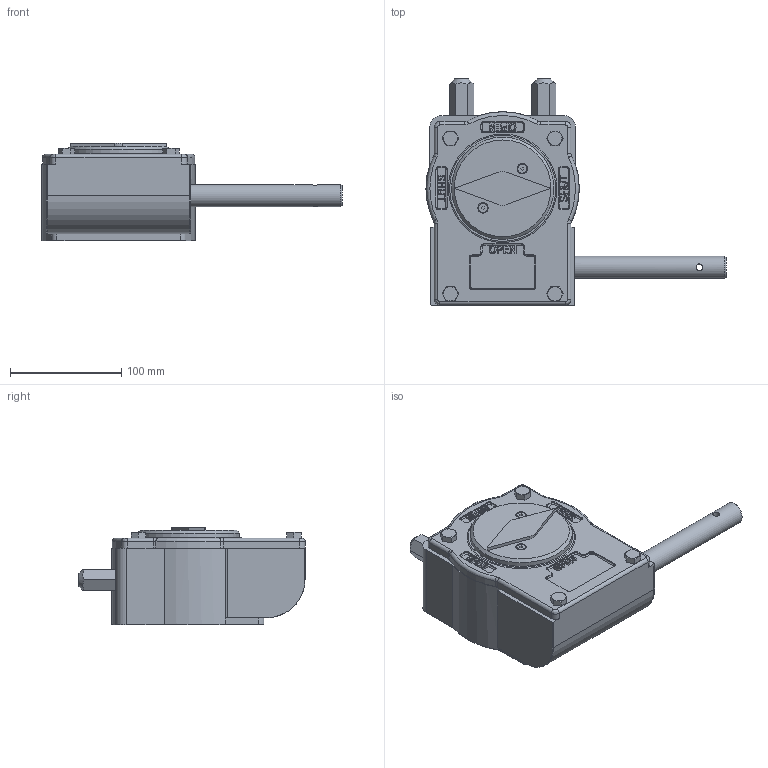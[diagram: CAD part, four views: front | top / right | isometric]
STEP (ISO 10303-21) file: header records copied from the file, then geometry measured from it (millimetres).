
FILE_DESCRIPTION( ( 'Unknown' ), '1' );
FILE_NAME( 'AB550W LH.stp', 'Unknown', ( 'Unknown' ), ( 'Unknown' ), 'PSStep 15.0.49', 'Unknown', ' ' );
FILE_SCHEMA( ( 'AUTOMOTIVE_DESIGN { 1 0 10303 214 1 1 1 1 }' ) );
Length unit declared in the file: millimetre
Products named in the file (1): 10BZ1000C0M00
Bounding box: 270 x 203.5 x 87.99 mm (x, y, z)
Volume: 1285551 mm3; surface area: 225992.4 mm2
Topology: 1 solids, 21 shells, 1104 faces, 2892 edges, 1849 vertices
Faces by surface type: plane 416, cylinder 282, cone 170, torus 154, bspline 38, extrusion 30, sphere 14
Full cylindrical faces by diameter (mm): 3.242 x4, 4 x2, 4.5 x2, 5.6 x3, 6 x1, 6.647 x8, 8 x6, 8.376 x4, 9 x4, 10.106 x4, 10.2 x2, 16 x1, 20 x1, 22 x2, 24 x3, 57.15 x2, 59 x2, 60 x3, 68 x1, 75 x1, 81 x1, 86.6 x1, 92 x1
Entity records: 49565 total; most frequent: CARTESIAN_POINT 15715, ORIENTED_EDGE 5336, DIRECTION 4856, EDGE_CURVE 2668, AXIS2_PLACEMENT_3D 1994, VERTEX_POINT 1778, EDGE_LOOP 1281, FACE_OUTER_BOUND 1181
